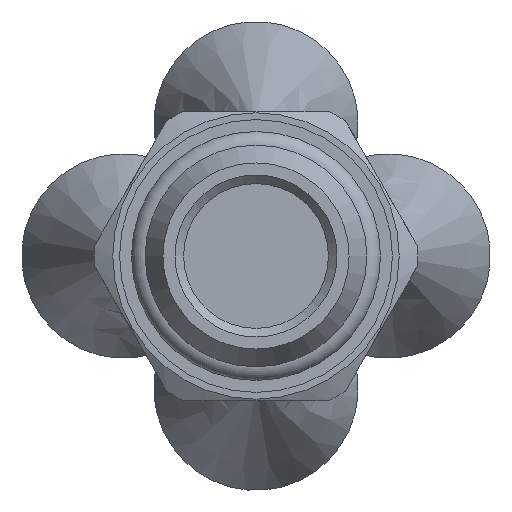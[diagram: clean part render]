
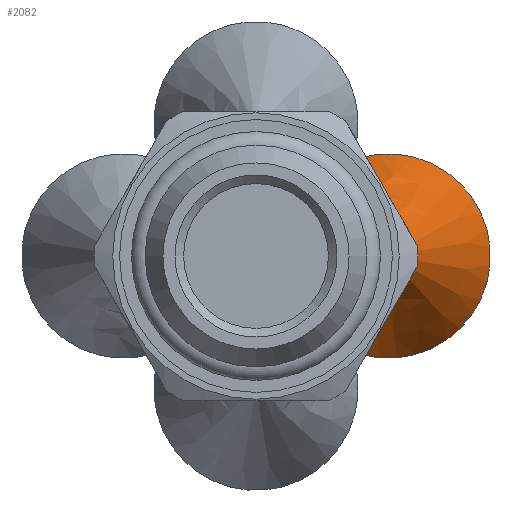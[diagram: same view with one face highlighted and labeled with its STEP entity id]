
A CAD part, front view. The second image highlights one B-rep face of the part: STEP entity #2082.
In plain terms, the highlighted conical face has half-angle 25 degrees and reference radius 6 mm.
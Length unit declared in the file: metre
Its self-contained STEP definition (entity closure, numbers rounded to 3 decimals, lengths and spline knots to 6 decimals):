
#2082 = ADVANCED_FACE( 'NONE', ( #4443 ), #4444, .T. );
#4443 = FACE_OUTER_BOUND( '', #12872, .T. );
#4444 = CONICAL_SURFACE( '', #12873, 0.006, 0.436 );
#12872 = EDGE_LOOP( '', ( #20450, #20451, #20452 ) );
#12873 = AXIS2_PLACEMENT_3D( '', #20453, #20454, #20455 );
#20450 = ORIENTED_EDGE( '', *, *, #24215, .T. );
#20451 = ORIENTED_EDGE( '', *, *, #24214, .T. );
#20452 = ORIENTED_EDGE( '', *, *, #24305, .F. );
#20453 = CARTESIAN_POINT( '', ( 0.00775, 0.0165, 0. ) );
#20454 = DIRECTION( '', ( 0., 1., 0. ) );
#20455 = DIRECTION( '', ( 1., 0., 0. ) );
#24214 = EDGE_CURVE( 'NONE', #28420, #28418, #28421, .T. );
#24215 = EDGE_CURVE( 'NONE', #28422, #28420, #28423, .T. );
#24305 = EDGE_CURVE( 'NONE', #28422, #28418, #28519, .T. );
#28418 = VERTEX_POINT( 'NONE', #41247 );
#28420 = VERTEX_POINT( 'NONE', #41250 );
#28421 = B_SPLINE_CURVE_WITH_KNOTS( '', 3, ( #41251, #41252, #41253, #41254, #41255, #41256, #41257, #41258, #41259, #41260, #41261, #41262, #41263, #41264, #41265, #41266, #41267, #41268, #41269, #41270, #41271, #41272, #41273, #41274, #41275, #41276, #41277, #41278, #41279 ), .UNSPECIFIED., .F., .F., ( 4, 1, 1, 1, 1, 1, 1, 1, 1, 1, 1, 1, 1, 1, 1, 1, 1, 1, 1, 1, 1, 1, 1, 1, 1, 1, 4 ), ( 0., 0.005098, 0.010207, 0.015499, 0.021125, 0.02721, 0.033847, 0.041109, 0.049046, 0.057697, 0.067091, 0.077246, 0.088179, 0.099898, 0.112413, 0.125727, 0.151488, 0.180919, 0.214039, 0.250857, 0.358593, 0.50033, 0.613498, 0.749748, 0.824158, 0.90755, 1. ), .UNSPECIFIED. );
#28422 = VERTEX_POINT( 'NONE', #41280 );
#28423 = B_SPLINE_CURVE_WITH_KNOTS( '', 3, ( #41281, #41282, #41283, #41284, #41285, #41286, #41287, #41288, #41289, #41290, #41291, #41292, #41293, #41294, #41295, #41296, #41297, #41298, #41299, #41300, #41301, #41302, #41303, #41304, #41305, #41306, #41307, #41308, #41309, #41310 ), .UNSPECIFIED., .F., .F., ( 4, 1, 1, 1, 1, 1, 1, 1, 1, 1, 1, 1, 1, 1, 1, 1, 1, 1, 1, 1, 1, 1, 1, 1, 1, 1, 1, 4 ), ( 0., 0.050174, 0.098358, 0.144559, 0.188786, 0.231046, 0.271348, 0.309697, 0.3461, 0.380563, 0.413092, 0.443691, 0.472367, 0.499122, 0.641286, 0.749308, 0.786152, 0.819299, 0.848755, 0.874541, 0.898803, 0.920275, 0.939014, 0.955125, 0.968799, 0.980382, 0.99047, 1. ), .UNSPECIFIED. );
#28519 = CIRCLE( '', #41603, 0.006 );
#41247 = CARTESIAN_POINT( '', ( 0.006214, 0.0165, -0.0058 ) );
#41250 = CARTESIAN_POINT( '', ( 0.0085, 0.005241, 0. ) );
#41251 = CARTESIAN_POINT( '', ( 0.0085, 0.005241, 0. ) );
#41252 = CARTESIAN_POINT( '', ( 0.0085, 0.005242, -0.000022 ) );
#41253 = CARTESIAN_POINT( '', ( 0.0085, 0.005244, -0.000067 ) );
#41254 = CARTESIAN_POINT( '', ( 0.008498, 0.005261, -0.000132 ) );
#41255 = CARTESIAN_POINT( '', ( 0.008496, 0.005287, -0.000197 ) );
#41256 = CARTESIAN_POINT( '', ( 0.008494, 0.005323, -0.000262 ) );
#41257 = CARTESIAN_POINT( '', ( 0.008492, 0.00537, -0.000327 ) );
#41258 = CARTESIAN_POINT( '', ( 0.008489, 0.005426, -0.000393 ) );
#41259 = CARTESIAN_POINT( '', ( 0.008486, 0.005493, -0.00046 ) );
#41260 = CARTESIAN_POINT( '', ( 0.008483, 0.00557, -0.00053 ) );
#41261 = CARTESIAN_POINT( '', ( 0.008478, 0.005657, -0.000602 ) );
#41262 = CARTESIAN_POINT( '', ( 0.008473, 0.005755, -0.000676 ) );
#41263 = CARTESIAN_POINT( '', ( 0.008467, 0.005862, -0.000754 ) );
#41264 = CARTESIAN_POINT( '', ( 0.008459, 0.00598, -0.000834 ) );
#41265 = CARTESIAN_POINT( '', ( 0.008451, 0.006108, -0.000917 ) );
#41266 = CARTESIAN_POINT( '', ( 0.008441, 0.006246, -0.001004 ) );
#41267 = CARTESIAN_POINT( '', ( 0.008426, 0.006437, -0.00112 ) );
#41268 = CARTESIAN_POINT( '', ( 0.008406, 0.006694, -0.00127 ) );
#41269 = CARTESIAN_POINT( '', ( 0.008376, 0.007029, -0.001456 ) );
#41270 = CARTESIAN_POINT( '', ( 0.008337, 0.007408, -0.001661 ) );
#41271 = CARTESIAN_POINT( '', ( 0.008261, 0.008089, -0.002018 ) );
#41272 = CARTESIAN_POINT( '', ( 0.008115, 0.009194, -0.002574 ) );
#41273 = CARTESIAN_POINT( '', ( 0.007866, 0.010597, -0.003251 ) );
#41274 = CARTESIAN_POINT( '', ( 0.007538, 0.012113, -0.003952 ) );
#41275 = CARTESIAN_POINT( '', ( 0.007215, 0.013366, -0.00451 ) );
#41276 = CARTESIAN_POINT( '', ( 0.006883, 0.014502, -0.004995 ) );
#41277 = CARTESIAN_POINT( '', ( 0.006578, 0.015468, -0.005395 ) );
#41278 = CARTESIAN_POINT( '', ( 0.006339, 0.016144, -0.00566 ) );
#41279 = CARTESIAN_POINT( '', ( 0.006214, 0.0165, -0.0058 ) );
#41280 = CARTESIAN_POINT( '', ( 0.006214, 0.0165, 0.0058 ) );
#41281 = CARTESIAN_POINT( '', ( 0.006214, 0.0165, 0.0058 ) );
#41282 = CARTESIAN_POINT( '', ( 0.006283, 0.016307, 0.005725 ) );
#41283 = CARTESIAN_POINT( '', ( 0.006417, 0.015929, 0.005577 ) );
#41284 = CARTESIAN_POINT( '', ( 0.006605, 0.015372, 0.005353 ) );
#41285 = CARTESIAN_POINT( '', ( 0.006778, 0.014838, 0.005134 ) );
#41286 = CARTESIAN_POINT( '', ( 0.006936, 0.014325, 0.004919 ) );
#41287 = CARTESIAN_POINT( '', ( 0.00708, 0.013836, 0.004711 ) );
#41288 = CARTESIAN_POINT( '', ( 0.00721, 0.013368, 0.004508 ) );
#41289 = CARTESIAN_POINT( '', ( 0.007329, 0.012923, 0.004312 ) );
#41290 = CARTESIAN_POINT( '', ( 0.007436, 0.012501, 0.004123 ) );
#41291 = CARTESIAN_POINT( '', ( 0.007533, 0.0121, 0.003943 ) );
#41292 = CARTESIAN_POINT( '', ( 0.00762, 0.011722, 0.00377 ) );
#41293 = CARTESIAN_POINT( '', ( 0.007698, 0.011367, 0.003606 ) );
#41294 = CARTESIAN_POINT( '', ( 0.007769, 0.011034, 0.003451 ) );
#41295 = CARTESIAN_POINT( '', ( 0.007923, 0.010268, 0.003092 ) );
#41296 = CARTESIAN_POINT( '', ( 0.008114, 0.009196, 0.002575 ) );
#41297 = CARTESIAN_POINT( '', ( 0.008261, 0.008088, 0.002018 ) );
#41298 = CARTESIAN_POINT( '', ( 0.008338, 0.007406, 0.00166 ) );
#41299 = CARTESIAN_POINT( '', ( 0.008376, 0.007027, 0.001455 ) );
#41300 = CARTESIAN_POINT( '', ( 0.008406, 0.006692, 0.001268 ) );
#41301 = CARTESIAN_POINT( '', ( 0.00843, 0.006394, 0.001095 ) );
#41302 = CARTESIAN_POINT( '', ( 0.008449, 0.006129, 0.000933 ) );
#41303 = CARTESIAN_POINT( '', ( 0.008465, 0.005896, 0.000778 ) );
#41304 = CARTESIAN_POINT( '', ( 0.008476, 0.005697, 0.000635 ) );
#41305 = CARTESIAN_POINT( '', ( 0.008484, 0.005534, 0.000501 ) );
#41306 = CARTESIAN_POINT( '', ( 0.00849, 0.005406, 0.000374 ) );
#41307 = CARTESIAN_POINT( '', ( 0.008495, 0.005313, 0.000251 ) );
#41308 = CARTESIAN_POINT( '', ( 0.008499, 0.005252, 0.000127 ) );
#41309 = CARTESIAN_POINT( '', ( 0.0085, 0.005245, 0.000042 ) );
#41310 = CARTESIAN_POINT( '', ( 0.0085, 0.005241, 0. ) );
#41603 = AXIS2_PLACEMENT_3D( '', #43905, #43906, #43907 );
#43905 = CARTESIAN_POINT( '', ( 0.00775, 0.0165, 0. ) );
#43906 = DIRECTION( '', ( 0., 1., 0. ) );
#43907 = DIRECTION( '', ( 1., 0., 0. ) );
